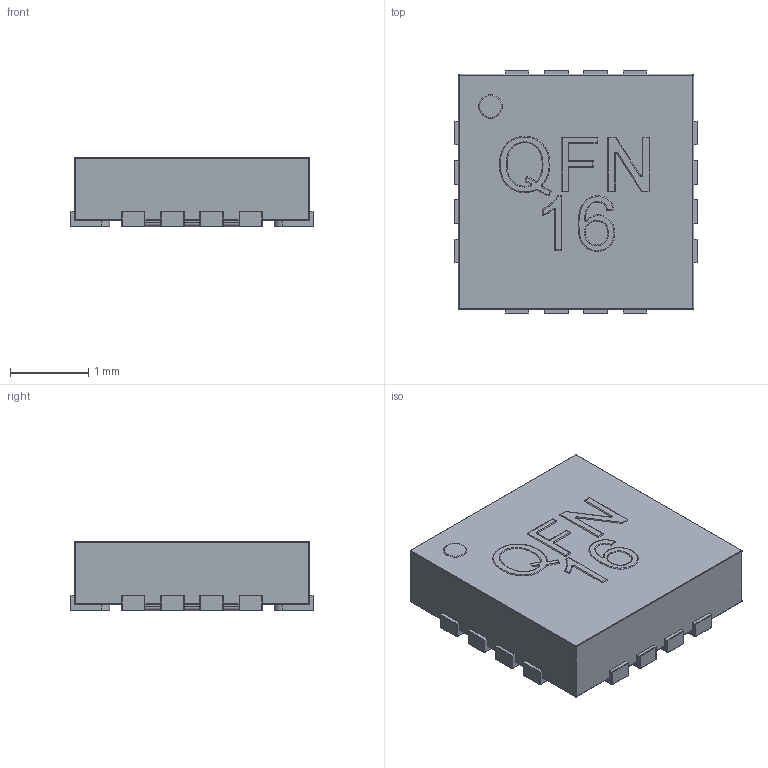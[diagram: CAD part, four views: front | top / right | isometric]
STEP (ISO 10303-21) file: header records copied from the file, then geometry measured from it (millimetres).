
FILE_DESCRIPTION(('FreeCAD Model'),'2;1');
FILE_NAME('User Library-QFN16-1.step', '2017-03-16T16:19:46',('kicad StepUp'),('ksu MCAD'), 'Open CASCADE STEP processor 6.8','FreeCAD','Unknown');
FILE_SCHEMA(('AUTOMOTIVE_DESIGN_CC2 { 1 2 10303 214 -1 1 5 4 }'));
Length unit declared in the file: millimetre
Products named in the file (2): ASSEMBLY; User_Library-QFN16-1
Assembly tree (1 placements, depth 2):
  ASSEMBLY
    User_Library-QFN16-1
Bounding box: 3.1 x 3.1 x 0.89 mm (x, y, z)
Volume: 7.6 mm3; surface area: 30.5 mm2
Topology: 1 solids, 1 shells, 535 faces, 1389 edges, 795 vertices
Faces by surface type: cylinder 240, plane 147, sphere 70, torus 47, bspline 31
Entity records: 20549 total; most frequent: CARTESIAN_POINT 4347, DIRECTION 2668, ORIENTED_EDGE 2638, EDGE_CURVE 1319, AXIS2_PLACEMENT_3D 1012, VERTEX_POINT 795, LINE 644, VECTOR 644
